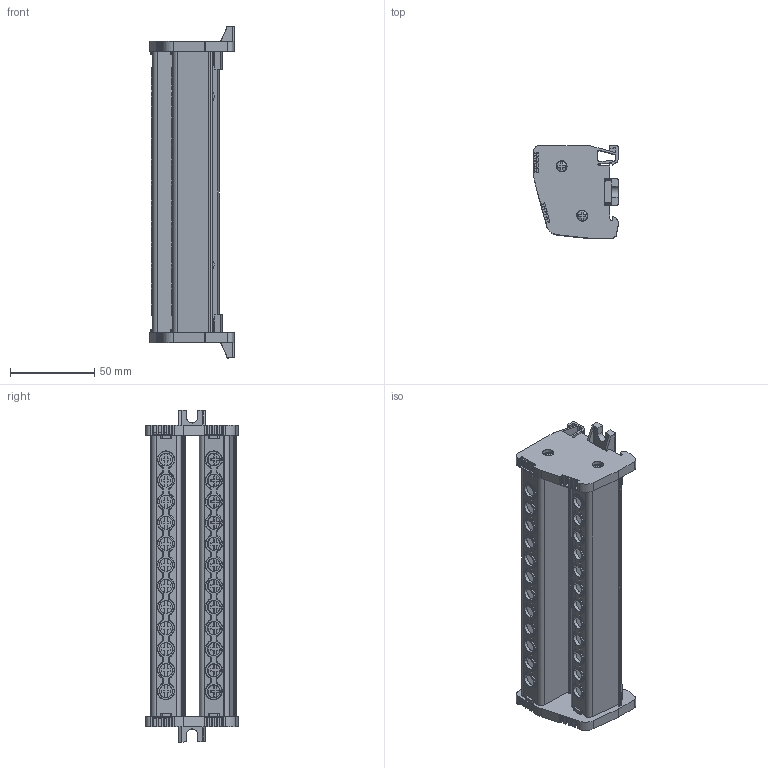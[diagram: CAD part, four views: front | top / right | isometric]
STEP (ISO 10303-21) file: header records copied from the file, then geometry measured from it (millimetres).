
FILE_DESCRIPTION (( 'STEP AP203' ), '1' );
FILE_NAME ('10x15 Ýki Kutuplu Daðýtýcý Ünite - 12 Delikli.STEP', '2019-01-09T12:34:31', ( '' ), ( '' ), 'SwSTEP 2.0', 'SolidWorks 2011', '' );
FILE_SCHEMA (( 'CONFIG_CONTROL_DESIGN' ));
Products named in the file (1): 10x15 Ýki Kutuplu Daðýtýcý Ünite - 12 Delikli
Bounding box: 50 x 55 x 196.97 mm (x, y, z)
Volume: 102431.1 mm3; surface area: 75522.7 mm2
Topology: 1 solids, 20 shells, 2478 faces, 6952 edges, 4583 vertices
Faces by surface type: plane 1087, cylinder 730, bspline 492, cone 169
Entity records: 105500 total; most frequent: CARTESIAN_POINT 48652, ORIENTED_EDGE 13868, DIRECTION 8826, EDGE_CURVE 6934, VERTEX_POINT 4583, LINE 3082, VECTOR 3082, B_SPLINE_CURVE_WITH_KNOTS 2883
